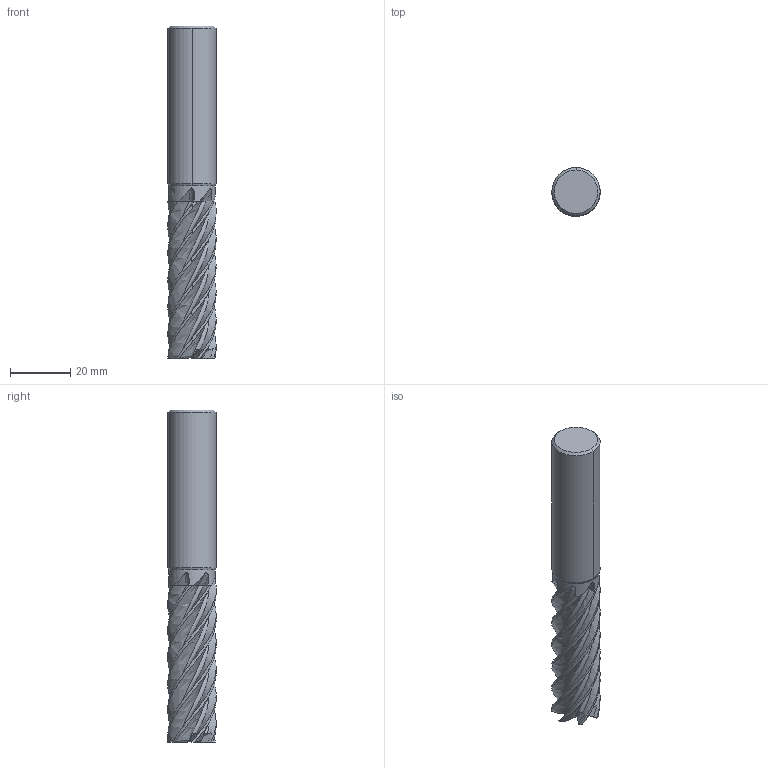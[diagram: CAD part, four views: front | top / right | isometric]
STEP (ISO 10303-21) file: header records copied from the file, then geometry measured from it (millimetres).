
FILE_DESCRIPTION(('no description'),'unknown implementation level');
FILE_NAME('EXM1-M04-0033-16-Detail.stp',' ',('CIMSOURCE GmbH'),('CADClick - KiM GmbH - www.kimweb.de'),'unknown preprocess','ACIS','unknown authorization');
FILE_SCHEMA(('automotive_design'));
Length unit declared in the file: millimetre
Products named in the file (2): NOCUT; CUT
Bounding box: 16 x 16 x 110 mm (x, y, z)
Volume: 17880.6 mm3; surface area: 9813.6 mm2
Topology: 2 solids, 2 shells, 214 faces, 605 edges, 393 vertices
Faces by surface type: plane 100, bspline 56, cone 27, revolution 21, cylinder 10
Entity records: 38076 total; most frequent: CARTESIAN_POINT 26368, STYLED_ITEM 1214, PRESENTATION_STYLE_ASSIGNMENT 1214, COLOUR_RGB 1214, ORIENTED_EDGE 1210, DIRECTION 804, EDGE_CURVE 605, CURVE_STYLE 605
